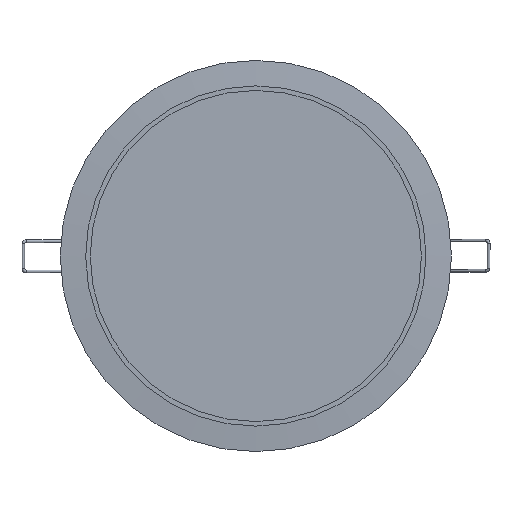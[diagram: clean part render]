
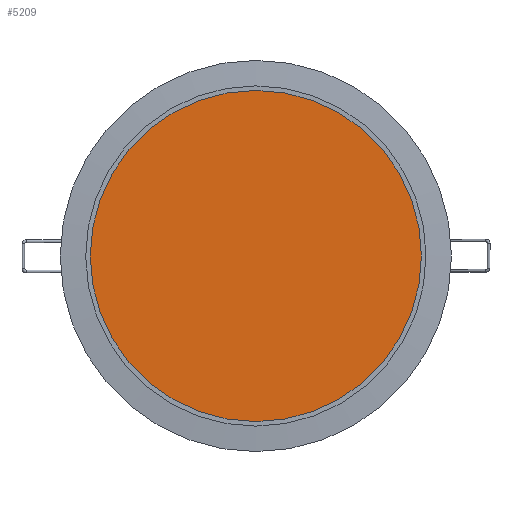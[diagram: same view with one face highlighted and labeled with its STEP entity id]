
A CAD part, front view. The second image highlights one B-rep face of the part: STEP entity #5209.
In plain terms, the highlighted face is planar.
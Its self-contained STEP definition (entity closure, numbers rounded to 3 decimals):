
#311 = ORIENTED_EDGE ( 'NONE', *, *, #4153, .T. ) ;
#1111 = CIRCLE ( 'NONE', #8187, 91. ) ;
#2801 = FACE_OUTER_BOUND ( 'NONE', #6633, .T. ) ;
#3376 = DIRECTION ( 'NONE',  ( 0., -1., 0. ) ) ;
#3421 = DIRECTION ( 'NONE',  ( 0., 0., -1. ) ) ;
#3439 = VERTEX_POINT ( 'NONE', #6692 ) ;
#4153 = EDGE_CURVE ( 'NONE', #3439, #3439, #1111, .T. ) ;
#4695 = PLANE ( 'NONE',  #6838 ) ;
#5209 = ADVANCED_FACE ( 'NONE', ( #2801 ), #4695, .T. ) ;
#5586 = DIRECTION ( 'NONE',  ( 0., 0., -1. ) ) ;
#6194 = DIRECTION ( 'NONE',  ( 0., -1., 0. ) ) ;
#6633 = EDGE_LOOP ( 'NONE', ( #311 ) ) ;
#6692 = CARTESIAN_POINT ( 'NONE',  ( 0., -91., -2. ) ) ;
#6838 = AXIS2_PLACEMENT_3D ( 'NONE', #7379, #3421, #3376 ) ;
#7379 = CARTESIAN_POINT ( 'NONE',  ( 0., 0., -2. ) ) ;
#7539 = CARTESIAN_POINT ( 'NONE',  ( 0., 0., -2. ) ) ;
#8187 = AXIS2_PLACEMENT_3D ( 'NONE', #7539, #5586, #6194 ) ;
